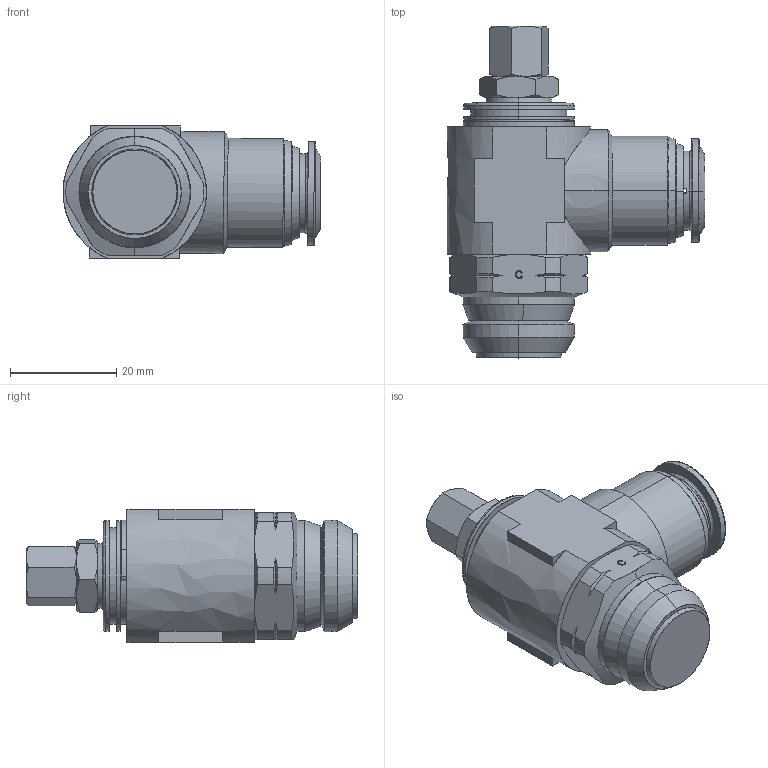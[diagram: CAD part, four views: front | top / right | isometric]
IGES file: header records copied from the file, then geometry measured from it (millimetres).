
Start section: SolidWorks IGES file using analytic representation for surfaces
Global section: file name: 5790500014A.igs; native system: SolidWorks 2011; preprocessor: SolidWorks 2011; author: cad05; date: 110530.161824; units: millimetre
Bounding box: 48.55 x 62.5 x 25.13 mm (x, y, z)
Surface area: 7549.4 mm2 (no closed solid volume)
Topology: 0 solids, 0 shells, 198 faces, 2626 edges, 2626 vertices
Faces by surface type: revolution 111, bspline 87
